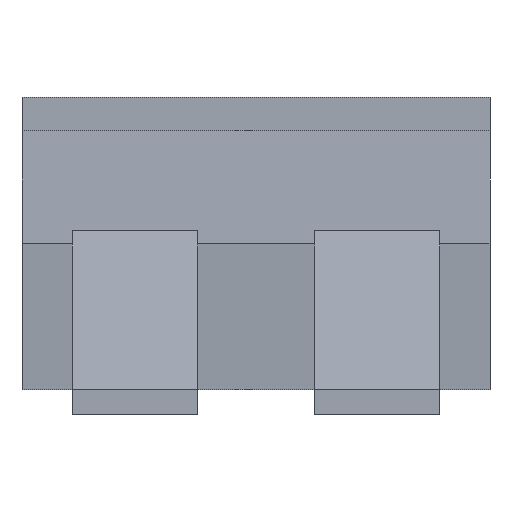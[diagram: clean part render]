
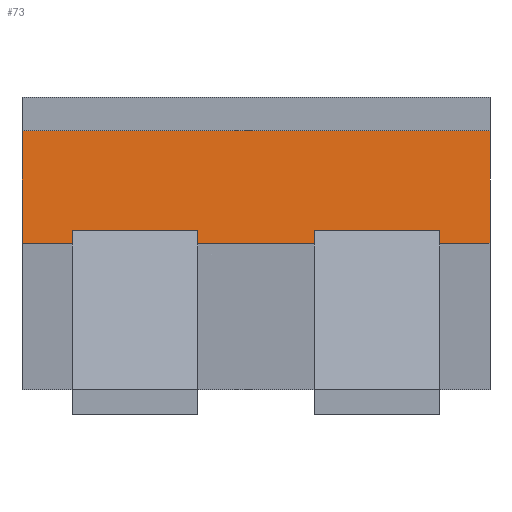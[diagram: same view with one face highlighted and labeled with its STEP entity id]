
A CAD part, left-side view. The second image highlights one B-rep face of the part: STEP entity #73.
In plain terms, the highlighted planar face has unit normal (-0.998, 0, 0.07).
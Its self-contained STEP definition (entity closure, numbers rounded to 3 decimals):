
#73=ADVANCED_FACE('NONE',(#74),#172,.T.);
#74=FACE_BOUND('',#75,.T.);
#75=EDGE_LOOP('',(#76,#86,#94,#102,#110,#118,#126,#134,#142,#150,#158,#166));
#76=ORIENTED_EDGE('',*,*,#77,.T.);
#77=EDGE_CURVE('NONE',#78,#80,#82,.F.);
#78=VERTEX_POINT('',#79);
#79=CARTESIAN_POINT('',(-1.6,1.325,0.075));
#80=VERTEX_POINT('',#81);
#81=CARTESIAN_POINT('',(-1.6,1.025,0.075));
#82=LINE('',#83,#84);
#83=CARTESIAN_POINT('',(-1.6,1.025,0.075));
#84=VECTOR('',#85,1.0);
#85=DIRECTION('',(0.0,1.0,0.0));
#86=ORIENTED_EDGE('',*,*,#87,.T.);
#87=EDGE_CURVE('NONE',#80,#88,#90,.T.);
#88=VERTEX_POINT('',#89);
#89=CARTESIAN_POINT('',(-1.595,1.025,0.15));
#90=LINE('',#91,#92);
#91=CARTESIAN_POINT('',(-1.6,1.025,0.075));
#92=VECTOR('',#93,1.0);
#93=DIRECTION('',(0.07,0.0,0.998));
#94=ORIENTED_EDGE('',*,*,#95,.T.);
#95=EDGE_CURVE('NONE',#88,#96,#98,.F.);
#96=VERTEX_POINT('',#97);
#97=CARTESIAN_POINT('',(-1.595,0.275,0.15));
#98=LINE('',#99,#100);
#99=CARTESIAN_POINT('',(-1.595,0.275,0.15));
#100=VECTOR('',#101,1.0);
#101=DIRECTION('',(0.0,1.0,0.0));
#102=ORIENTED_EDGE('',*,*,#103,.T.);
#103=EDGE_CURVE('NONE',#96,#104,#106,.F.);
#104=VERTEX_POINT('',#105);
#105=CARTESIAN_POINT('',(-1.6,0.275,0.075));
#106=LINE('',#107,#108);
#107=CARTESIAN_POINT('',(-1.6,0.275,0.075));
#108=VECTOR('',#109,1.0);
#109=DIRECTION('',(0.07,0.0,0.998));
#110=ORIENTED_EDGE('',*,*,#111,.T.);
#111=EDGE_CURVE('NONE',#104,#112,#114,.F.);
#112=VERTEX_POINT('',#113);
#113=CARTESIAN_POINT('',(-1.6,-0.425,0.075));
#114=LINE('',#115,#116);
#115=CARTESIAN_POINT('',(-1.6,-0.425,0.075));
#116=VECTOR('',#117,1.0);
#117=DIRECTION('',(0.0,1.0,0.0));
#118=ORIENTED_EDGE('',*,*,#119,.T.);
#119=EDGE_CURVE('NONE',#112,#120,#122,.T.);
#120=VERTEX_POINT('',#121);
#121=CARTESIAN_POINT('',(-1.595,-0.425,0.15));
#122=LINE('',#123,#124);
#123=CARTESIAN_POINT('',(-1.6,-0.425,0.075));
#124=VECTOR('',#125,1.0);
#125=DIRECTION('',(0.07,0.0,0.998));
#126=ORIENTED_EDGE('',*,*,#127,.T.);
#127=EDGE_CURVE('NONE',#120,#128,#130,.T.);
#128=VERTEX_POINT('',#129);
#129=CARTESIAN_POINT('',(-1.595,-1.175,0.15));
#130=LINE('',#131,#132);
#131=CARTESIAN_POINT('',(-1.595,-0.425,0.15));
#132=VECTOR('',#133,1.0);
#133=DIRECTION('',(0.0,-1.0,0.0));
#134=ORIENTED_EDGE('',*,*,#135,.T.);
#135=EDGE_CURVE('NONE',#128,#136,#138,.F.);
#136=VERTEX_POINT('',#137);
#137=CARTESIAN_POINT('',(-1.6,-1.175,0.075));
#138=LINE('',#139,#140);
#139=CARTESIAN_POINT('',(-1.6,-1.175,0.075));
#140=VECTOR('',#141,1.0);
#141=DIRECTION('',(0.07,0.0,0.998));
#142=ORIENTED_EDGE('',*,*,#143,.T.);
#143=EDGE_CURVE('NONE',#136,#144,#146,.F.);
#144=VERTEX_POINT('',#145);
#145=CARTESIAN_POINT('',(-1.6,-1.475,0.075));
#146=LINE('',#147,#148);
#147=CARTESIAN_POINT('',(-1.6,-1.475,0.075));
#148=VECTOR('',#149,1.0);
#149=DIRECTION('',(0.0,1.0,0.0));
#150=ORIENTED_EDGE('',*,*,#151,.T.);
#151=EDGE_CURVE('NONE',#144,#152,#154,.T.);
#152=VERTEX_POINT('',#153);
#153=CARTESIAN_POINT('',(-1.553,-1.475,0.75));
#154=LINE('',#155,#156);
#155=CARTESIAN_POINT('',(-1.6,-1.475,0.075));
#156=VECTOR('',#157,1.0);
#157=DIRECTION('',(0.07,0.0,0.998));
#158=ORIENTED_EDGE('',*,*,#159,.T.);
#159=EDGE_CURVE('NONE',#152,#160,#162,.T.);
#160=VERTEX_POINT('',#161);
#161=CARTESIAN_POINT('',(-1.553,1.325,0.75));
#162=LINE('',#163,#164);
#163=CARTESIAN_POINT('',(-1.553,-1.475,0.75));
#164=VECTOR('',#165,1.0);
#165=DIRECTION('',(0.0,1.0,0.0));
#166=ORIENTED_EDGE('',*,*,#167,.T.);
#167=EDGE_CURVE('NONE',#160,#78,#168,.F.);
#168=LINE('',#169,#170);
#169=CARTESIAN_POINT('',(-1.6,1.325,0.075));
#170=VECTOR('',#171,1.0);
#171=DIRECTION('',(0.07,0.0,0.998));
#172=PLANE('',#173);
#173=AXIS2_PLACEMENT_3D('',#174,#175,#176);
#174=CARTESIAN_POINT('',(-1.907,-1.475,-4.314));
#175=DIRECTION('',(-0.998,0.0,0.07));
#176=DIRECTION('',(-0.07,0.0,-0.998));
